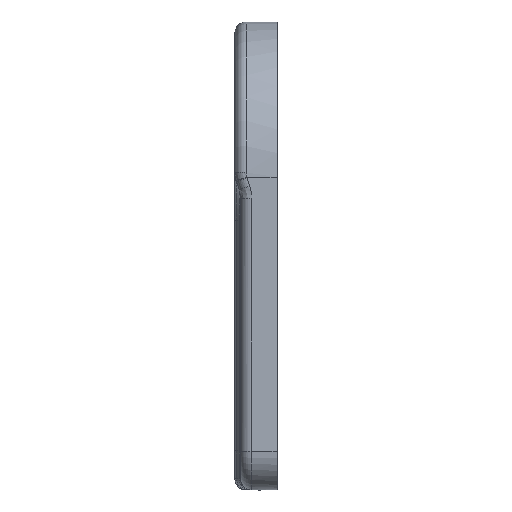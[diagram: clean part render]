
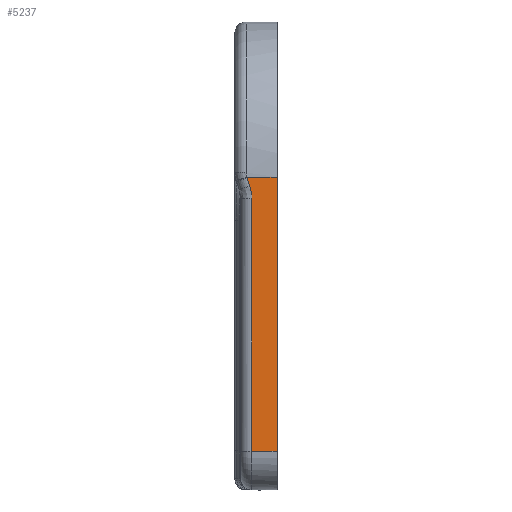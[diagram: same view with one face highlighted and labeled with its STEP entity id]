
A CAD part, left-side view. The second image highlights one B-rep face of the part: STEP entity #5237.
In plain terms, the highlighted planar face has unit normal (-1, 0, 0).
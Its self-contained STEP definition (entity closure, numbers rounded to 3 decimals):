
#316=CIRCLE('',#5586,3.);
#325=CIRCLE('',#5601,7.);
#674=FACE_OUTER_BOUND('',#1025,.T.);
#1025=EDGE_LOOP('',(#4334,#4335,#4336,#4337,#4338,#4339,#4340));
#1414=LINE('',#8435,#1886);
#1462=LINE('',#8905,#1934);
#1464=LINE('',#8934,#1936);
#1490=LINE('',#9238,#1962);
#1492=LINE('',#9241,#1964);
#1886=VECTOR('',#6337,10.);
#1934=VECTOR('',#6579,10.);
#1936=VECTOR('',#6589,10.);
#1962=VECTOR('',#6709,10.);
#1964=VECTOR('',#6713,10.);
#2380=VERTEX_POINT('',#8432);
#2381=VERTEX_POINT('',#8434);
#2457=VERTEX_POINT('',#8754);
#2458=VERTEX_POINT('',#8756);
#2470=VERTEX_POINT('',#8903);
#2472=VERTEX_POINT('',#8928);
#2473=VERTEX_POINT('',#8933);
#2967=EDGE_CURVE('',#2380,#2381,#1414,.T.);
#3071=EDGE_CURVE('',#2457,#2458,#316,.T.);
#3092=EDGE_CURVE('',#2470,#2457,#1462,.T.);
#3095=EDGE_CURVE('',#2472,#2470,#325,.T.);
#3097=EDGE_CURVE('',#2473,#2472,#1464,.T.);
#3151=EDGE_CURVE('',#2380,#2458,#1490,.T.);
#3153=EDGE_CURVE('',#2381,#2473,#1492,.T.);
#4334=ORIENTED_EDGE('',*,*,#3097,.F.);
#4335=ORIENTED_EDGE('',*,*,#3153,.F.);
#4336=ORIENTED_EDGE('',*,*,#2967,.F.);
#4337=ORIENTED_EDGE('',*,*,#3151,.T.);
#4338=ORIENTED_EDGE('',*,*,#3071,.F.);
#4339=ORIENTED_EDGE('',*,*,#3092,.F.);
#4340=ORIENTED_EDGE('',*,*,#3095,.F.);
#4978=PLANE('',#5651);
#5237=ADVANCED_FACE('',(#674),#4978,.T.);
#5586=AXIS2_PLACEMENT_3D('',#8757,#6547,#6548);
#5601=AXIS2_PLACEMENT_3D('',#8930,#6583,#6584);
#5651=AXIS2_PLACEMENT_3D('',#9240,#6711,#6712);
#6337=DIRECTION('',(0.,0.,-1.));
#6547=DIRECTION('center_axis',(1.,0.,0.));
#6548=DIRECTION('ref_axis',(0.,0.,
-1.));
#6579=DIRECTION('',(0.,0.316,0.949));
#6583=DIRECTION('center_axis',(-1.,0.,0.));
#6584=DIRECTION('ref_axis',(0.,0.,
1.));
#6589=DIRECTION('',(0.,0.,1.));
#6709=DIRECTION('',(0.,1.,0.));
#6711=DIRECTION('center_axis',(-1.,0.,0.));
#6712=DIRECTION('ref_axis',(0.,0.,1.));
#6713=DIRECTION('',(0.,1.,0.));
#8432=CARTESIAN_POINT('',(-0.617,-5.,64.262));
#8434=CARTESIAN_POINT('',(-0.617,-5.,15.442));
#8435=CARTESIAN_POINT('',(-0.617,-5.,64.262));
#8754=CARTESIAN_POINT('',(-0.617,0.346,64.126));
#8756=CARTESIAN_POINT('',(-0.617,0.388,64.262));
#8757=CARTESIAN_POINT('Origin',(-0.617,-2.5,65.075));
#8903=CARTESIAN_POINT('',(-0.617,-0.141,62.666));
#8905=CARTESIAN_POINT('',(-0.617,-7.095,41.802));
#8928=CARTESIAN_POINT('',(-0.617,-0.5,60.452));
#8930=CARTESIAN_POINT('Origin',(-0.617,6.5,60.452));
#8933=CARTESIAN_POINT('',(-0.617,-0.5,15.442));
#8934=CARTESIAN_POINT('',(-0.617,-0.5,25.93));
#9238=CARTESIAN_POINT('',(-0.617,0.,64.262));
#9240=CARTESIAN_POINT('Origin',(-0.617,0.,15.442));
#9241=CARTESIAN_POINT('',(-0.617,0.,15.442));
